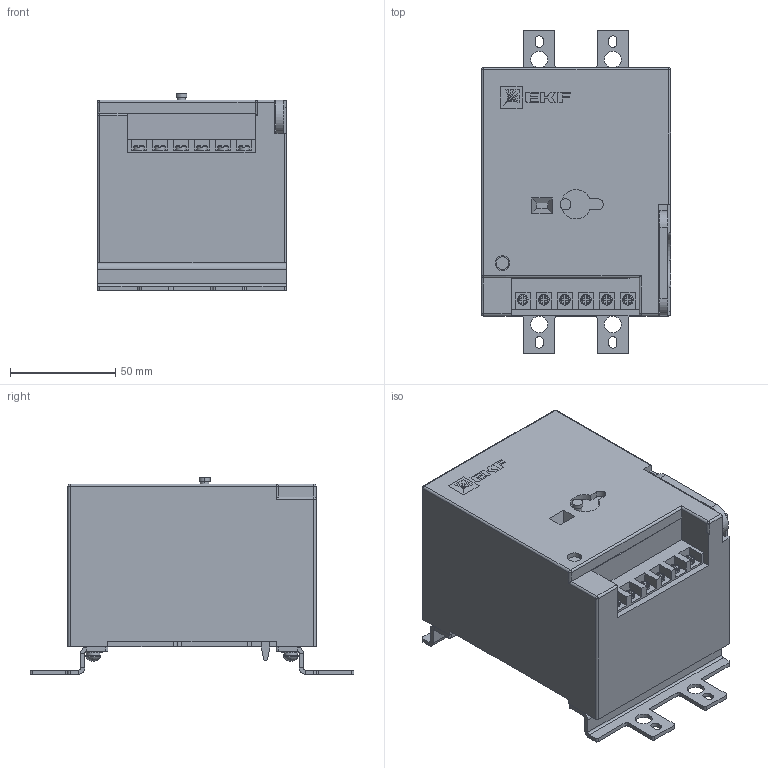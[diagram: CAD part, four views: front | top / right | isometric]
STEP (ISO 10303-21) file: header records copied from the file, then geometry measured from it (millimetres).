
FILE_DESCRIPTION (( 'STEP AP214' ), '1' );
FILE_NAME ('mmcb99m-a-144 Ìîòîðíûé ïðèâîä ê ÂÀ-99Ì_250.STEP', '2020-02-13T10:39:17', ( '' ), ( '' ), 'SwSTEP 2.0', 'SolidWorks 2019', '' );
FILE_SCHEMA (( 'AUTOMOTIVE_DESIGN' ));
Length unit declared in the file: millimetre
Products named in the file (6): ﾘ琺矜 01.019 ﾃﾎﾑﾒ11371-78_4; Ìîòîðíûé ïðèâîä ê ÂÀ-99Ì_250; mmcb99m-a-144 Ìîòîðíûé ïðèâîä ê ÂÀ-99Ì_250; ﾘ琺矜 65ﾃ 019 ﾃﾎﾑﾒ 6402-70_4; Âèíò Ì4 ÃÎÑÒ17473-78_4å16; 襟俶.745412.002 扰鍙欙樥燲00
Assembly tree (15 placements, depth 2):
  mmcb99m-a-144 Ìîòîðíûé ïðèâîä ê ÂÀ-99Ì_250
    Ìîòîðíûé ïðèâîä ê ÂÀ-99Ì_250
    襟俶.745412.002 扰鍙欙樥燲00  x2
    Âèíò Ì4 ÃÎÑÒ17473-78_4å16  x4
    ﾘ琺矜 01.019 ﾃﾎﾑﾒ11371-78_4  x4
    ﾘ琺矜 65ﾃ 019 ﾃﾎﾑﾒ 6402-70_4  x4
Bounding box: 90 x 154 x 93.5 mm (x, y, z)
Volume: 795970 mm3; surface area: 74321.9 mm2
Topology: 17 solids, 17 shells, 496 faces, 1304 edges, 867 vertices
Faces by surface type: plane 285, cylinder 172, torus 18, sphere 13, cone 8
Entity records: 12158 total; most frequent: CARTESIAN_POINT 2392, ORIENTED_EDGE 1958, DIRECTION 1936, EDGE_CURVE 979, VERTEX_POINT 663, AXIS2_PLACEMENT_3D 655, LINE 626, VECTOR 626
